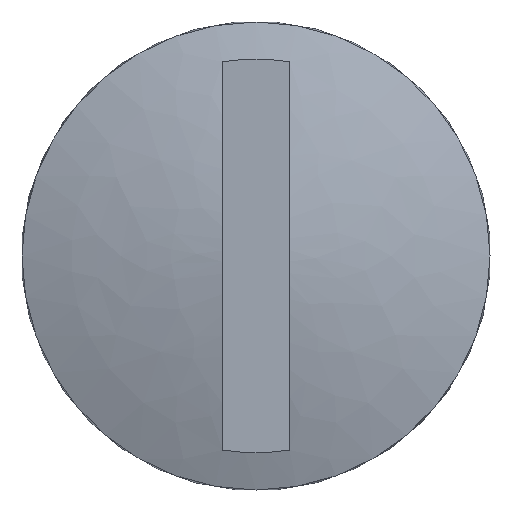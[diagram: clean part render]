
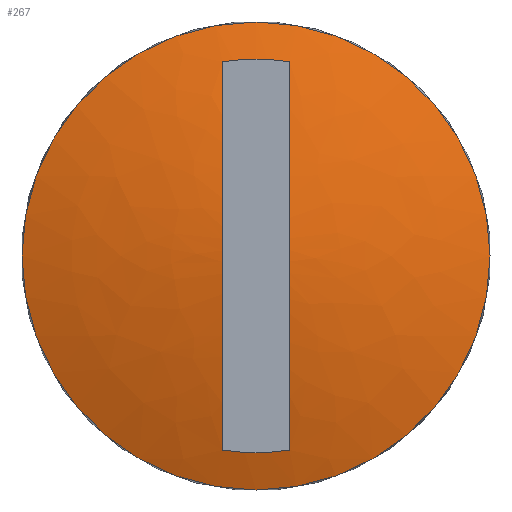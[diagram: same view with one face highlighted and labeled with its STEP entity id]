
A CAD part, left-side view. The second image highlights one B-rep face of the part: STEP entity #267.
In plain terms, the highlighted free-form (B-spline) face has degree [2, 2] with [3, 9] control points.
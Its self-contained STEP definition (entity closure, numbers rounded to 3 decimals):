
#28=(
BOUNDED_CURVE()
B_SPLINE_CURVE(2,(#837,#838,#839),.UNSPECIFIED.,.F.,.F.)
B_SPLINE_CURVE_WITH_KNOTS((3,3),(1.244,1.284),
 .UNSPECIFIED.)
CURVE()
GEOMETRIC_REPRESENTATION_ITEM()
RATIONAL_B_SPLINE_CURVE((1.,0.999,0.998))
REPRESENTATION_ITEM('')
);
#29=(
BOUNDED_SURFACE()
B_SPLINE_SURFACE(2,2,((#806,#807,#808,#809,#810,#811,#812,#813,#814),(#815,
#816,#817,#818,#819,#820,#821,#822,#823),(#824,#825,#826,#827,#828,#829,
#830,#831,#832)),.UNSPECIFIED.,.F.,.T.,.F.)
B_SPLINE_SURFACE_WITH_KNOTS((3,3),(3,2,2,2,3),(-1.458,-1.244),
(-3.142,-1.571,0.,1.571,3.142),
 .UNSPECIFIED.)
GEOMETRIC_REPRESENTATION_ITEM()
RATIONAL_B_SPLINE_SURFACE(((1.,0.707,1.,0.707,1.,
0.707,1.,0.707,1.),(0.994,0.703,
0.994,0.703,0.994,0.703,0.994,
0.703,0.994),(1.,0.707,1.,0.707,
1.,0.707,1.,0.707,1.)))
REPRESENTATION_ITEM('')
SURFACE()
);
#69=FACE_OUTER_BOUND('',#91,.T.);
#91=EDGE_LOOP('',(#225,#226,#227,#228,#229,#230,#231,#232,#233));
#110=CIRCLE('',#322,5.865);
#111=CIRCLE('',#323,5.865);
#112=CIRCLE('',#324,5.865);
#115=CIRCLE('',#330,6.97);
#116=CIRCLE('',#331,6.97);
#132=B_SPLINE_CURVE_WITH_KNOTS('',3,(#759,#760,#761,#762,#763,#764,#765,
#766,#767,#768,#769,#770,#771,#772,#773),.UNSPECIFIED.,.F.,.F.,(4,2,2,3,
2,2,4),(-0.557,-0.51,-0.255,0.,0.255,
0.51,0.557),.UNSPECIFIED.);
#133=B_SPLINE_CURVE_WITH_KNOTS('',3,(#778,#779,#780,#781,#782,#783,#784,
#785,#786,#787,#788,#789,#790,#791,#792),.UNSPECIFIED.,.F.,.F.,(4,2,2,3,
2,2,4),(-0.557,-0.51,-0.255,0.,0.255,
0.51,0.557),.UNSPECIFIED.);
#143=VERTEX_POINT('',#757);
#144=VERTEX_POINT('',#758);
#145=VERTEX_POINT('',#776);
#146=VERTEX_POINT('',#777);
#147=VERTEX_POINT('',#795);
#150=VERTEX_POINT('',#833);
#151=VERTEX_POINT('',#834);
#171=EDGE_CURVE('',#143,#144,#132,.T.);
#173=EDGE_CURVE('',#145,#146,#133,.T.);
#175=EDGE_CURVE('',#146,#147,#110,.T.);
#176=EDGE_CURVE('',#144,#145,#111,.T.);
#177=EDGE_CURVE('',#147,#143,#112,.T.);
#180=EDGE_CURVE('',#150,#151,#115,.T.);
#181=EDGE_CURVE('',#151,#150,#116,.T.);
#182=EDGE_CURVE('',#151,#147,#28,.T.);
#225=ORIENTED_EDGE('',*,*,#180,.F.);
#226=ORIENTED_EDGE('',*,*,#181,.F.);
#227=ORIENTED_EDGE('',*,*,#182,.T.);
#228=ORIENTED_EDGE('',*,*,#177,.T.);
#229=ORIENTED_EDGE('',*,*,#171,.T.);
#230=ORIENTED_EDGE('',*,*,#176,.T.);
#231=ORIENTED_EDGE('',*,*,#173,.T.);
#232=ORIENTED_EDGE('',*,*,#175,.T.);
#233=ORIENTED_EDGE('',*,*,#182,.F.);
#267=ADVANCED_FACE('',(#69),#29,.F.);
#322=AXIS2_PLACEMENT_3D('',#796,#377,#378);
#323=AXIS2_PLACEMENT_3D('',#797,#379,#380);
#324=AXIS2_PLACEMENT_3D('',#798,#381,#382);
#330=AXIS2_PLACEMENT_3D('',#835,#393,#394);
#331=AXIS2_PLACEMENT_3D('',#836,#395,#396);
#377=DIRECTION('center_axis',(1.,0.,0.));
#378=DIRECTION('ref_axis',(0.,0.,-1.));
#379=DIRECTION('center_axis',(1.,0.,0.));
#380=DIRECTION('ref_axis',(0.,0.,-1.));
#381=DIRECTION('center_axis',(1.,0.,0.));
#382=DIRECTION('ref_axis',(0.,0.,-1.));
#393=DIRECTION('center_axis',(1.,0.,0.));
#394=DIRECTION('ref_axis',(0.,0.,-1.));
#395=DIRECTION('center_axis',(1.,0.,0.));
#396=DIRECTION('ref_axis',(0.,0.,-1.));
#757=CARTESIAN_POINT('',(-6.42,-1.,5.779));
#758=CARTESIAN_POINT('',(-6.42,-1.,-5.779));
#759=CARTESIAN_POINT('Ctrl Pts',(-6.42,-1.,5.779));
#760=CARTESIAN_POINT('Ctrl Pts',(-6.468,-1.,5.615));
#761=CARTESIAN_POINT('Ctrl Pts',(-6.514,-1.,5.45));
#762=CARTESIAN_POINT('Ctrl Pts',(-6.8,-1.,4.394));
#763=CARTESIAN_POINT('Ctrl Pts',(-6.996,-1.,3.495));
#764=CARTESIAN_POINT('Ctrl Pts',(-7.291,-1.,1.722));
#765=CARTESIAN_POINT('Ctrl Pts',(-7.404,-1.,0.849));
#766=CARTESIAN_POINT('Ctrl Pts',(-7.404,-1.,0.));
#767=CARTESIAN_POINT('Ctrl Pts',(-7.404,-1.,-0.849));
#768=CARTESIAN_POINT('Ctrl Pts',(-7.291,-1.,-1.722));
#769=CARTESIAN_POINT('Ctrl Pts',(-6.996,-1.,-3.495));
#770=CARTESIAN_POINT('Ctrl Pts',(-6.8,-1.,-4.394));
#771=CARTESIAN_POINT('Ctrl Pts',(-6.514,-1.,-5.45));
#772=CARTESIAN_POINT('Ctrl Pts',(-6.468,-1.,-5.615));
#773=CARTESIAN_POINT('Ctrl Pts',(-6.42,-1.,-5.779));
#776=CARTESIAN_POINT('',(-6.42,1.,-5.779));
#777=CARTESIAN_POINT('',(-6.42,1.,5.779));
#778=CARTESIAN_POINT('Ctrl Pts',(-6.42,1.,-5.779));
#779=CARTESIAN_POINT('Ctrl Pts',(-6.468,1.,-5.615));
#780=CARTESIAN_POINT('Ctrl Pts',(-6.514,1.,-5.45));
#781=CARTESIAN_POINT('Ctrl Pts',(-6.8,1.,-4.394));
#782=CARTESIAN_POINT('Ctrl Pts',(-6.996,1.,-3.495));
#783=CARTESIAN_POINT('Ctrl Pts',(-7.291,1.,-1.722));
#784=CARTESIAN_POINT('Ctrl Pts',(-7.404,1.,-0.849));
#785=CARTESIAN_POINT('Ctrl Pts',(-7.404,1.,0.));
#786=CARTESIAN_POINT('Ctrl Pts',(-7.404,1.,0.849));
#787=CARTESIAN_POINT('Ctrl Pts',(-7.291,1.,1.722));
#788=CARTESIAN_POINT('Ctrl Pts',(-6.996,1.,3.495));
#789=CARTESIAN_POINT('Ctrl Pts',(-6.8,1.,4.394));
#790=CARTESIAN_POINT('Ctrl Pts',(-6.514,1.,5.45));
#791=CARTESIAN_POINT('Ctrl Pts',(-6.468,1.,5.615));
#792=CARTESIAN_POINT('Ctrl Pts',(-6.42,1.,5.779));
#795=CARTESIAN_POINT('',(-6.42,0.,5.865));
#796=CARTESIAN_POINT('Origin',(-6.42,0.,0.));
#797=CARTESIAN_POINT('Origin',(-6.42,0.,0.));
#798=CARTESIAN_POINT('Origin',(-6.42,0.,0.));
#806=CARTESIAN_POINT('Ctrl Pts',(-7.404,0.,1.));
#807=CARTESIAN_POINT('Ctrl Pts',(-7.404,-1.,1.));
#808=CARTESIAN_POINT('Ctrl Pts',(-7.404,-1.,0.));
#809=CARTESIAN_POINT('Ctrl Pts',(-7.404,-1.,-1.));
#810=CARTESIAN_POINT('Ctrl Pts',(-7.404,0.,-1.));
#811=CARTESIAN_POINT('Ctrl Pts',(-7.404,1.,-1.));
#812=CARTESIAN_POINT('Ctrl Pts',(-7.404,1.,0.));
#813=CARTESIAN_POINT('Ctrl Pts',(-7.404,1.,1.));
#814=CARTESIAN_POINT('Ctrl Pts',(-7.404,0.,1.));
#815=CARTESIAN_POINT('Ctrl Pts',(-7.058,0.,4.057));
#816=CARTESIAN_POINT('Ctrl Pts',(-7.058,-4.057,4.057));
#817=CARTESIAN_POINT('Ctrl Pts',(-7.058,-4.057,0.));
#818=CARTESIAN_POINT('Ctrl Pts',(-7.058,-4.057,-4.057));
#819=CARTESIAN_POINT('Ctrl Pts',(-7.058,0.,-4.057));
#820=CARTESIAN_POINT('Ctrl Pts',(-7.058,4.057,-4.057));
#821=CARTESIAN_POINT('Ctrl Pts',(-7.058,4.057,0.));
#822=CARTESIAN_POINT('Ctrl Pts',(-7.058,4.057,4.057));
#823=CARTESIAN_POINT('Ctrl Pts',(-7.058,0.,4.057));
#824=CARTESIAN_POINT('Ctrl Pts',(-6.07,0.,6.97));
#825=CARTESIAN_POINT('Ctrl Pts',(-6.07,-6.97,6.97));
#826=CARTESIAN_POINT('Ctrl Pts',(-6.07,-6.97,0.));
#827=CARTESIAN_POINT('Ctrl Pts',(-6.07,-6.97,-6.97));
#828=CARTESIAN_POINT('Ctrl Pts',(-6.07,0.,-6.97));
#829=CARTESIAN_POINT('Ctrl Pts',(-6.07,6.97,-6.97));
#830=CARTESIAN_POINT('Ctrl Pts',(-6.07,6.97,0.));
#831=CARTESIAN_POINT('Ctrl Pts',(-6.07,6.97,6.97));
#832=CARTESIAN_POINT('Ctrl Pts',(-6.07,0.,6.97));
#833=CARTESIAN_POINT('',(-6.07,6.97,0.));
#834=CARTESIAN_POINT('',(-6.07,0.,6.97));
#835=CARTESIAN_POINT('Origin',(-6.07,0.,0.));
#836=CARTESIAN_POINT('Origin',(-6.07,0.,0.));
#837=CARTESIAN_POINT('Ctrl Pts',(-6.07,0.,6.97));
#838=CARTESIAN_POINT('Ctrl Pts',(-6.256,0.,6.421));
#839=CARTESIAN_POINT('Ctrl Pts',(-6.42,0.,5.865));
